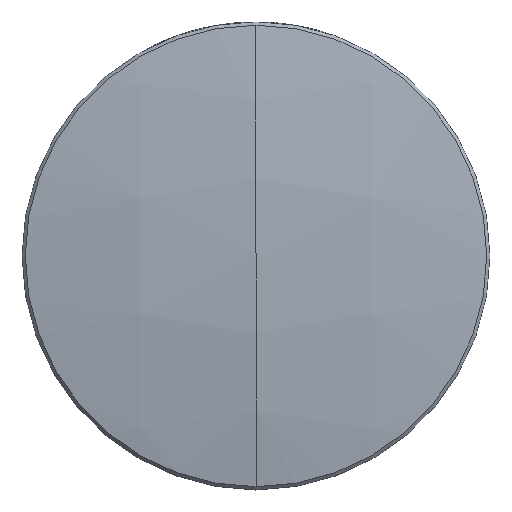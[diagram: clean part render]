
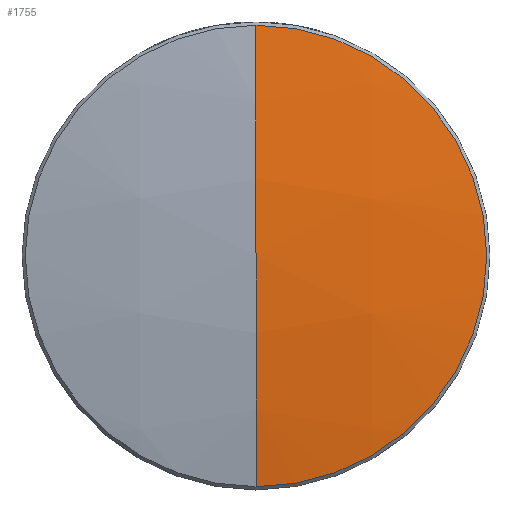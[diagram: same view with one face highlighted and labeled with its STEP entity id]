
A CAD part, top view. The second image highlights one B-rep face of the part: STEP entity #1755.
In plain terms, the highlighted spherical face has radius 77.26 mm.
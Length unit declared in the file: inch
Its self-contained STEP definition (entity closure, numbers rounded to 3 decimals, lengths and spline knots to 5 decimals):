
#25 = DIRECTION ( 'NONE',  ( 1., 0., 0. ) ) ;
#201 = DIRECTION ( 'NONE',  ( 1., 0., 0. ) ) ;
#210 = DIRECTION ( 'NONE',  ( 0., 1., 0. ) ) ;
#219 = CIRCLE ( 'NONE', #662, 0.49304 ) ;
#228 = CARTESIAN_POINT ( 'NONE',  ( 0., 0., 0.01981 ) ) ;
#305 = EDGE_CURVE ( 'NONE', #1256, #1742, #1820, .T. ) ;
#377 = DIRECTION ( 'NONE',  ( 1., 0., 0. ) ) ;
#468 = AXIS2_PLACEMENT_3D ( 'NONE', #2310, #25, #1483 ) ;
#638 = DIRECTION ( 'NONE',  ( 0., 0., 1. ) ) ;
#647 = FACE_OUTER_BOUND ( 'NONE', #2110, .T. ) ;
#662 = AXIS2_PLACEMENT_3D ( 'NONE', #228, #638, #1045 ) ;
#745 = AXIS2_PLACEMENT_3D ( 'NONE', #1038, #201, #210 ) ;
#749 = CARTESIAN_POINT ( 'NONE',  ( 0., 0.49304, 0.01981 ) ) ;
#1038 = CARTESIAN_POINT ( 'NONE',  ( 0., 0., -2.98169 ) ) ;
#1045 = DIRECTION ( 'NONE',  ( 1., 0., 0. ) ) ;
#1166 = CARTESIAN_POINT ( 'NONE',  ( 0., -0.49304, 0.01981 ) ) ;
#1256 = VERTEX_POINT ( 'NONE', #1166 ) ;
#1483 = DIRECTION ( 'NONE',  ( 0., -1., 0. ) ) ;
#1509 = VERTEX_POINT ( 'NONE', #749 ) ;
#1613 = EDGE_CURVE ( 'NONE', #1256, #2322, #1616, .T. ) ;
#1616 = CIRCLE ( 'NONE', #2224, 3.04173 ) ;
#1706 = EDGE_CURVE ( 'NONE', #1509, #2322, #2186, .T. ) ;
#1742 = VERTEX_POINT ( 'NONE', #1870 ) ;
#1748 = CARTESIAN_POINT ( 'NONE',  ( 0., 0., -2.98169 ) ) ;
#1755 = ADVANCED_FACE ( 'NONE', ( #647 ), #1796, .T. ) ;
#1777 = EDGE_CURVE ( 'NONE', #1742, #1509, #219, .T. ) ;
#1796 = SPHERICAL_SURFACE ( 'NONE', #468, 3.04173 ) ;
#1820 = CIRCLE ( 'NONE', #1956, 0.49304 ) ;
#1870 = CARTESIAN_POINT ( 'NONE',  ( 0.49304, 0., 0.01981 ) ) ;
#1956 = AXIS2_PLACEMENT_3D ( 'NONE', #2613, #2411, #377 ) ;
#1961 = DIRECTION ( 'NONE',  ( 0., -1., 0. ) ) ;
#2110 = EDGE_LOOP ( 'NONE', ( #2140, #2559, #2291, #2384 ) ) ;
#2140 = ORIENTED_EDGE ( 'NONE', *, *, #305, .T. ) ;
#2186 = CIRCLE ( 'NONE', #745, 3.04173 ) ;
#2224 = AXIS2_PLACEMENT_3D ( 'NONE', #1748, #2387, #1961 ) ;
#2291 = ORIENTED_EDGE ( 'NONE', *, *, #1706, .T. ) ;
#2310 = CARTESIAN_POINT ( 'NONE',  ( 0., 0., -2.98169 ) ) ;
#2322 = VERTEX_POINT ( 'NONE', #2425 ) ;
#2384 = ORIENTED_EDGE ( 'NONE', *, *, #1613, .F. ) ;
#2387 = DIRECTION ( 'NONE',  ( -1., 0., 0. ) ) ;
#2411 = DIRECTION ( 'NONE',  ( 0., 0., 1. ) ) ;
#2425 = CARTESIAN_POINT ( 'NONE',  ( 0., 0., 0.06004 ) ) ;
#2559 = ORIENTED_EDGE ( 'NONE', *, *, #1777, .T. ) ;
#2613 = CARTESIAN_POINT ( 'NONE',  ( 0., 0., 0.01981 ) ) ;
